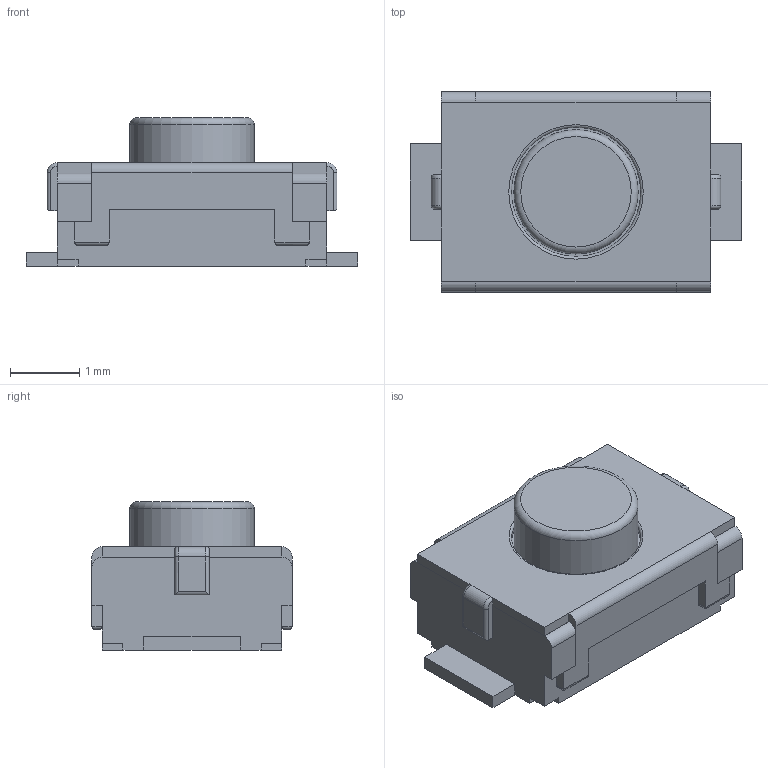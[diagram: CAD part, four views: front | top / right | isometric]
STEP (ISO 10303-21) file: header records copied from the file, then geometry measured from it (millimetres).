
FILE_DESCRIPTION(/* description */ ('model of SW_Push_SPST_NO_Alps_SKRK'),/* implementation_level */ '2;1');
FILE_NAME(/* name */ 'SW_Push_SPST_NO_Alps_SKRK.step',/* time_stamp */ '2020-10-28T17:47:25',/* author */ ('kicad StepUp','ksu'),/* organization */ ('FreeCAD'),/* preprocessor_version */ 'OCC',/* originating_system */ 'kicad StepUp',/* authorisation */ '');
FILE_SCHEMA(('AUTOMOTIVE_DESIGN { 1 0 10303 214 1 1 1 1 }'));
Length unit declared in the file: millimetre
Products named in the file (1): SW_Push_SPST_NO_Alps_SKRK
Bounding box: 4.8 x 2.9 x 2.15 mm (x, y, z)
Volume: 18 mm3; surface area: 51.6 mm2
Topology: 1 solids, 1 shells, 123 faces, 314 edges, 195 vertices
Faces by surface type: plane 80, cylinder 36, torus 7
Full cylindrical faces by diameter (mm): 1.8 x1, 1.872 x1
Entity records: 4522 total; most frequent: CARTESIAN_POINT 633, ORIENTED_EDGE 628, DIRECTION 624, EDGE_CURVE 314, LINE 252, VECTOR 252, VERTEX_POINT 195, AXIS2_PLACEMENT_3D 186
